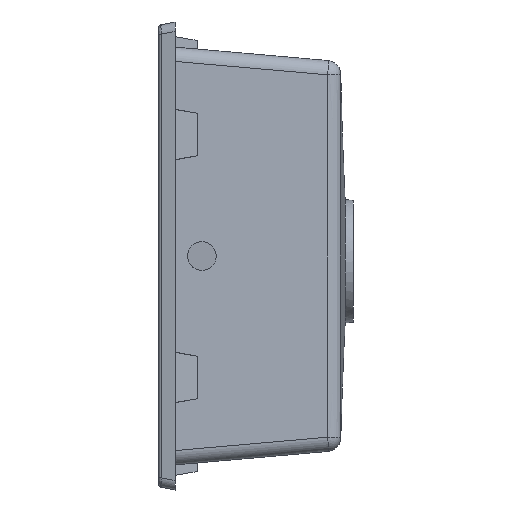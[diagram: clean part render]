
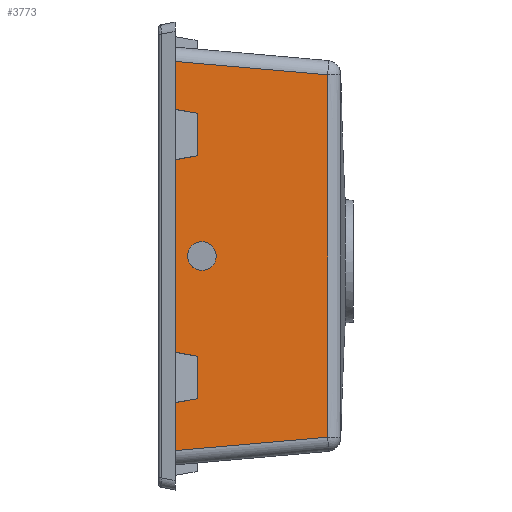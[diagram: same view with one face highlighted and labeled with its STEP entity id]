
A CAD part, left-side view. The second image highlights one B-rep face of the part: STEP entity #3773.
In plain terms, the highlighted planar face has unit normal (-0.996, -0.087, 0).
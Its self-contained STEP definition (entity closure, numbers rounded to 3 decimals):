
#74 =( BOUNDED_CURVE ( )  B_SPLINE_CURVE ( 3, ( #7124, #2713, #1175, #9178 ),
 .UNSPECIFIED., .F., .F. ) 
 B_SPLINE_CURVE_WITH_KNOTS ( ( 4, 4 ),
 ( 1.571, 4.712 ),
 .UNSPECIFIED. ) 
 CURVE ( )  GEOMETRIC_REPRESENTATION_ITEM ( )  RATIONAL_B_SPLINE_CURVE ( ( 1., 0.333, 0.333, 1. ) ) 
 REPRESENTATION_ITEM ( '' )  );
#189 = VECTOR ( 'NONE', #3512, 1000. ) ;
#386 = CARTESIAN_POINT ( 'NONE',  ( -353.605, -176.4, -63.057 ) ) ;
#452 = CARTESIAN_POINT ( 'NONE',  ( -365.101, -45., -15. ) ) ;
#553 = LINE ( 'NONE', #10954, #17272 ) ;
#691 = CARTESIAN_POINT ( 'NONE',  ( -367.924, -12.739, 209.5 ) ) ;
#1175 = CARTESIAN_POINT ( 'NONE',  ( -367.726, -15., 15. ) ) ;
#1414 = AXIS2_PLACEMENT_3D ( 'NONE', #7173, #20081, #15266 ) ;
#1415 = LINE ( 'NONE', #16246, #5989 ) ;
#1449 = CARTESIAN_POINT ( 'NONE',  ( -367.924, -12.739, 99.787 ) ) ;
#1879 = VECTOR ( 'NONE', #20166, 1000. ) ;
#2015 = VERTEX_POINT ( 'NONE', #452 ) ;
#2138 = CARTESIAN_POINT ( 'NONE',  ( -363.535, -62.901, -144.977 ) ) ;
#2190 = CARTESIAN_POINT ( 'NONE',  ( -365.539, -40., 209.5 ) ) ;
#2424 = B_SPLINE_CURVE_WITH_KNOTS ( 'NONE', 3,
 ( #16680, #13483, #386, #5397, #11921, #18236 ),
 .UNSPECIFIED., .F., .F.,
 ( 4, 2, 4 ),
 ( 0., 0.189, 0.378 ),
 .UNSPECIFIED. ) ;
#2485 = EDGE_CURVE ( 'NONE', #5422, #4100, #553, .T. ) ;
#2608 = LINE ( 'NONE', #691, #1879 ) ;
#2713 = CARTESIAN_POINT ( 'NONE',  ( -367.726, -15., -15. ) ) ;
#2727 = CARTESIAN_POINT ( 'NONE',  ( -362.477, -75., -15. ) ) ;
#2860 = DIRECTION ( 'NONE',  ( 0., 0., -1. ) ) ;
#3162 = VERTEX_POINT ( 'NONE', #15429 ) ;
#3471 = LINE ( 'NONE', #2190, #20999 ) ;
#3500 = VECTOR ( 'NONE', #9250, 1000. ) ;
#3512 = DIRECTION ( 'NONE',  ( 0., 0., 1. ) ) ;
#3537 = FACE_OUTER_BOUND ( 'NONE', #8520, .T. ) ;
#3698 = PLANE ( 'NONE',  #1414 ) ;
#3773 = ADVANCED_FACE ( 'NONE', ( #18259, #3537 ), #3698, .T. ) ;
#3799 = EDGE_CURVE ( 'NONE', #6734, #3162, #17502, .T. ) ;
#3889 = CARTESIAN_POINT ( 'NONE',  ( -365.539, -40., 104.594 ) ) ;
#4100 = VERTEX_POINT ( 'NONE', #12920 ) ;
#4130 = VECTOR ( 'NONE', #6981, 1000. ) ;
#4353 = CARTESIAN_POINT ( 'NONE',  ( -369.758, 8.225, 157.518 ) ) ;
#4661 = VECTOR ( 'NONE', #14176, 1000. ) ;
#5315 = VECTOR ( 'NONE', #15477, 1000. ) ;
#5397 = CARTESIAN_POINT ( 'NONE',  ( -353.606, -176.396, 63.057 ) ) ;
#5422 = VERTEX_POINT ( 'NONE', #19983 ) ;
#5519 = VERTEX_POINT ( 'NONE', #5779 ) ;
#5522 = ORIENTED_EDGE ( 'NONE', *, *, #16198, .T. ) ;
#5705 = VERTEX_POINT ( 'NONE', #10937 ) ;
#5779 = CARTESIAN_POINT ( 'NONE',  ( -353.613, -176.31, -189.17 ) ) ;
#5989 = VECTOR ( 'NONE', #14677, 1000. ) ;
#6211 = CARTESIAN_POINT ( 'NONE',  ( -365.539, -40., 149.015 ) ) ;
#6686 = EDGE_CURVE ( 'NONE', #2015, #14348, #74, .T. ) ;
#6734 = VERTEX_POINT ( 'NONE', #14372 ) ;
#6851 = CARTESIAN_POINT ( 'NONE',  ( -365.539, -40., 209.5 ) ) ;
#6981 = DIRECTION ( 'NONE',  ( 0., 0., -1. ) ) ;
#6992 = ORIENTED_EDGE ( 'NONE', *, *, #10642, .F. ) ;
#7124 = CARTESIAN_POINT ( 'NONE',  ( -365.101, -45., -15. ) ) ;
#7135 = EDGE_CURVE ( 'NONE', #4100, #8267, #11866, .T. ) ;
#7173 = CARTESIAN_POINT ( 'NONE',  ( -368.962, -0.872, 209.5 ) ) ;
#7328 = ORIENTED_EDGE ( 'NONE', *, *, #19744, .T. ) ;
#8146 = VECTOR ( 'NONE', #11787, 1000. ) ;
#8267 = VERTEX_POINT ( 'NONE', #6211 ) ;
#8520 = EDGE_LOOP ( 'NONE', ( #12325, #12189, #14218, #5522, #11305, #7328, #12890, #12684, #6992, #17148, #15202, #10525 ) ) ;
#8691 = DIRECTION ( 'NONE',  ( -0.087, 0.992, 0.087 ) ) ;
#8778 = LINE ( 'NONE', #6851, #189 ) ;
#8810 = CARTESIAN_POINT ( 'NONE',  ( -373.524, 51.275, -88.5 ) ) ;
#8956 = CARTESIAN_POINT ( 'NONE',  ( -368.999, -0.442, 204.557 ) ) ;
#8967 = LINE ( 'NONE', #11029, #4661 ) ;
#9178 = CARTESIAN_POINT ( 'NONE',  ( -365.101, -45., 15. ) ) ;
#9250 = DIRECTION ( 'NONE',  ( 0.086, -0.981, -0.173 ) ) ;
#9298 = EDGE_LOOP ( 'NONE', ( #11298, #17077 ) ) ;
#9665 = EDGE_CURVE ( 'NONE', #5519, #5705, #2424, .T. ) ;
#9678 = EDGE_CURVE ( 'NONE', #20506, #3162, #3471, .T. ) ;
#10275 = DIRECTION ( 'NONE',  ( 0., 0., 1. ) ) ;
#10525 = ORIENTED_EDGE ( 'NONE', *, *, #3799, .T. ) ;
#10642 = EDGE_CURVE ( 'NONE', #14725, #8267, #8778, .T. ) ;
#10735 = LINE ( 'NONE', #8956, #11525 ) ;
#10937 = CARTESIAN_POINT ( 'NONE',  ( -353.613, -176.31, 189.17 ) ) ;
#10954 = CARTESIAN_POINT ( 'NONE',  ( -367.924, -12.739, 209.5 ) ) ;
#11029 = CARTESIAN_POINT ( 'NONE',  ( -367.302, -19.85, 101.041 ) ) ;
#11082 = EDGE_CURVE ( 'NONE', #20506, #16998, #12718, .T. ) ;
#11298 = ORIENTED_EDGE ( 'NONE', *, *, #6686, .T. ) ;
#11305 = ORIENTED_EDGE ( 'NONE', *, *, #9665, .T. ) ;
#11525 = VECTOR ( 'NONE', #8691, 1000. ) ;
#11721 = CARTESIAN_POINT ( 'NONE',  ( -365.539, -40., -149.015 ) ) ;
#11787 = DIRECTION ( 'NONE',  ( -0.086, 0.981, -0.173 ) ) ;
#11866 = LINE ( 'NONE', #4353, #3500 ) ;
#11921 = CARTESIAN_POINT ( 'NONE',  ( -353.61, -176.345, 126.113 ) ) ;
#12030 = CARTESIAN_POINT ( 'NONE',  ( -367.924, -12.739, -203.481 ) ) ;
#12189 = ORIENTED_EDGE ( 'NONE', *, *, #11082, .T. ) ;
#12305 = EDGE_CURVE ( 'NONE', #14725, #20182, #8967, .T. ) ;
#12325 = ORIENTED_EDGE ( 'NONE', *, *, #9678, .F. ) ;
#12423 = EDGE_CURVE ( 'NONE', #14348, #2015, #13305, .T. ) ;
#12464 = CARTESIAN_POINT ( 'NONE',  ( -365.101, -45., 15. ) ) ;
#12530 = CARTESIAN_POINT ( 'NONE',  ( -365.101, -45., -15. ) ) ;
#12684 = ORIENTED_EDGE ( 'NONE', *, *, #7135, .T. ) ;
#12718 = LINE ( 'NONE', #2138, #8146 ) ;
#12801 = EDGE_CURVE ( 'NONE', #16998, #17424, #14574, .T. ) ;
#12890 = ORIENTED_EDGE ( 'NONE', *, *, #2485, .T. ) ;
#12920 = CARTESIAN_POINT ( 'NONE',  ( -367.924, -12.739, 153.822 ) ) ;
#13305 =( BOUNDED_CURVE ( )  B_SPLINE_CURVE ( 3, ( #12464, #15944, #2727, #12530 ),
 .UNSPECIFIED., .F., .F. ) 
 B_SPLINE_CURVE_WITH_KNOTS ( ( 4, 4 ),
 ( 4.712, 7.854 ),
 .UNSPECIFIED. ) 
 CURVE ( )  GEOMETRIC_REPRESENTATION_ITEM ( )  RATIONAL_B_SPLINE_CURVE ( ( 1., 0.333, 0.333, 1. ) ) 
 REPRESENTATION_ITEM ( '' )  );
#13483 = CARTESIAN_POINT ( 'NONE',  ( -353.609, -176.352, -126.113 ) ) ;
#14176 = DIRECTION ( 'NONE',  ( -0.086, 0.981, -0.173 ) ) ;
#14218 = ORIENTED_EDGE ( 'NONE', *, *, #12801, .T. ) ;
#14348 = VERTEX_POINT ( 'NONE', #15861 ) ;
#14372 = CARTESIAN_POINT ( 'NONE',  ( -367.924, -12.739, -99.787 ) ) ;
#14574 = LINE ( 'NONE', #20095, #4130 ) ;
#14677 = DIRECTION ( 'NONE',  ( 0.087, -0.992, 0.087 ) ) ;
#14725 = VERTEX_POINT ( 'NONE', #3889 ) ;
#15202 = ORIENTED_EDGE ( 'NONE', *, *, #19916, .T. ) ;
#15266 = DIRECTION ( 'NONE',  ( 0.087, -0.996, 0. ) ) ;
#15429 = CARTESIAN_POINT ( 'NONE',  ( -365.539, -40., -104.594 ) ) ;
#15477 = DIRECTION ( 'NONE',  ( 0.086, -0.981, -0.173 ) ) ;
#15861 = CARTESIAN_POINT ( 'NONE',  ( -365.101, -45., 15. ) ) ;
#15944 = CARTESIAN_POINT ( 'NONE',  ( -362.477, -75., 15. ) ) ;
#16198 = EDGE_CURVE ( 'NONE', #17424, #5519, #1415, .T. ) ;
#16246 = CARTESIAN_POINT ( 'NONE',  ( -365.841, -36.547, -201.398 ) ) ;
#16680 = CARTESIAN_POINT ( 'NONE',  ( -353.613, -176.31, -189.17 ) ) ;
#16998 = VERTEX_POINT ( 'NONE', #17642 ) ;
#17077 = ORIENTED_EDGE ( 'NONE', *, *, #12423, .T. ) ;
#17148 = ORIENTED_EDGE ( 'NONE', *, *, #12305, .T. ) ;
#17272 = VECTOR ( 'NONE', #2860, 1000. ) ;
#17424 = VERTEX_POINT ( 'NONE', #12030 ) ;
#17502 = LINE ( 'NONE', #8810, #5315 ) ;
#17642 = CARTESIAN_POINT ( 'NONE',  ( -367.924, -12.739, -153.822 ) ) ;
#18236 = CARTESIAN_POINT ( 'NONE',  ( -353.613, -176.31, 189.17 ) ) ;
#18259 = FACE_BOUND ( 'NONE', #9298, .T. ) ;
#19744 = EDGE_CURVE ( 'NONE', #5705, #5422, #10735, .T. ) ;
#19916 = EDGE_CURVE ( 'NONE', #20182, #6734, #2608, .T. ) ;
#19983 = CARTESIAN_POINT ( 'NONE',  ( -367.924, -12.739, 203.481 ) ) ;
#20081 = DIRECTION ( 'NONE',  ( -0.996, -0.087, 0. ) ) ;
#20095 = CARTESIAN_POINT ( 'NONE',  ( -367.924, -12.739, 209.5 ) ) ;
#20166 = DIRECTION ( 'NONE',  ( 0., 0., -1. ) ) ;
#20182 = VERTEX_POINT ( 'NONE', #1449 ) ;
#20506 = VERTEX_POINT ( 'NONE', #11721 ) ;
#20999 = VECTOR ( 'NONE', #10275, 1000. ) ;
